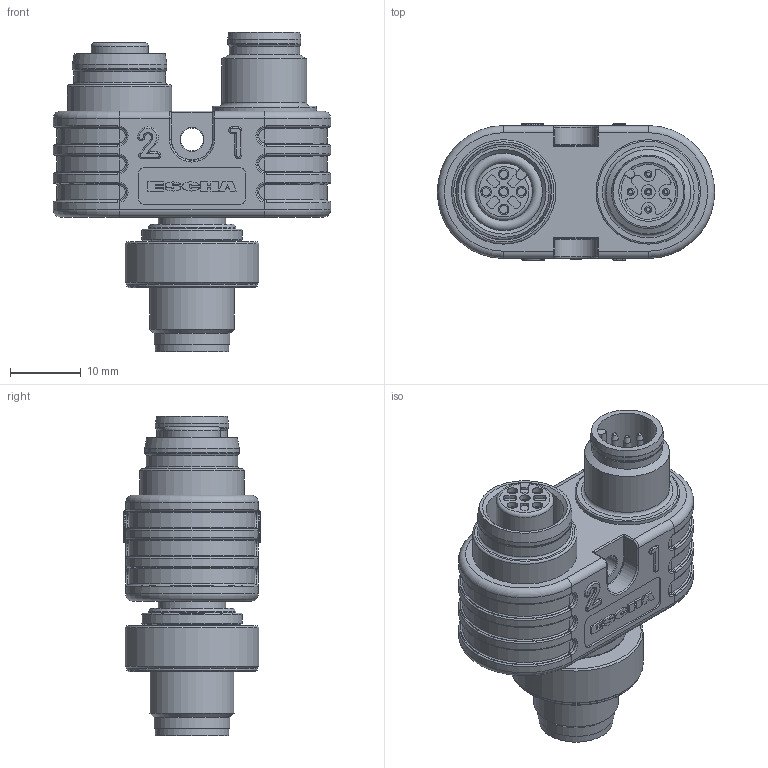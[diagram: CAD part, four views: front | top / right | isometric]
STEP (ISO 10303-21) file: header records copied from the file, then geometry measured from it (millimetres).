
FILE_DESCRIPTION(/* description */ (''),/* implementation_level */ '2;1');
FILE_NAME(/* name */ 'MB-FSM5-FSM5-FKM5_stp.stp',/* time_stamp */ '2016-09-05T11:23:29+02:00',/* author */ (''),/* organization */ (''),/* preprocessor_version */ 'ST-DEVELOPER v16',/* originating_system */ 'SIEMENS PLM Software NX 10.0',/* authorisation */ '');
FILE_SCHEMA (('AUTOMOTIVE_DESIGN { 1 0 10303 214 3 1 1 1 }'));
Length unit declared in the file: millimetre
Products named in the file (1): MB-FSM5-FSM5-FKM5_stp
Bounding box: 39.3 x 19.4 x 45.3 mm (x, y, z)
Volume: 13830.8 mm3; surface area: 6408.5 mm2
Topology: 1 solids, 1 shells, 618 faces, 1480 edges, 923 vertices
Faces by surface type: plane 235, cylinder 201, torus 93, bspline 55, cone 21, extrusion 13
Full cylindrical faces by diameter (mm): 1 x15, 1.15 x5, 1.5 x5, 1.95 x1, 2 x1, 3.2 x1, 8.375 x2, 9.6 x1, 10 x1, 10.369 x1, 10.4 x1, 10.45 x1, 10.8 x1, 11 x1, 12 x3, 12.497 x1, 13 x1, 13.4 x1, 14.25 x1, 14.8 x2, 18.5 x1, 19 x1
Entity records: 18605 total; most frequent: CARTESIAN_POINT 4694, DIRECTION 2963, ORIENTED_EDGE 2746, EDGE_CURVE 1373, AXIS2_PLACEMENT_3D 1161, VERTEX_POINT 902, EDGE_LOOP 765, VECTOR 641
